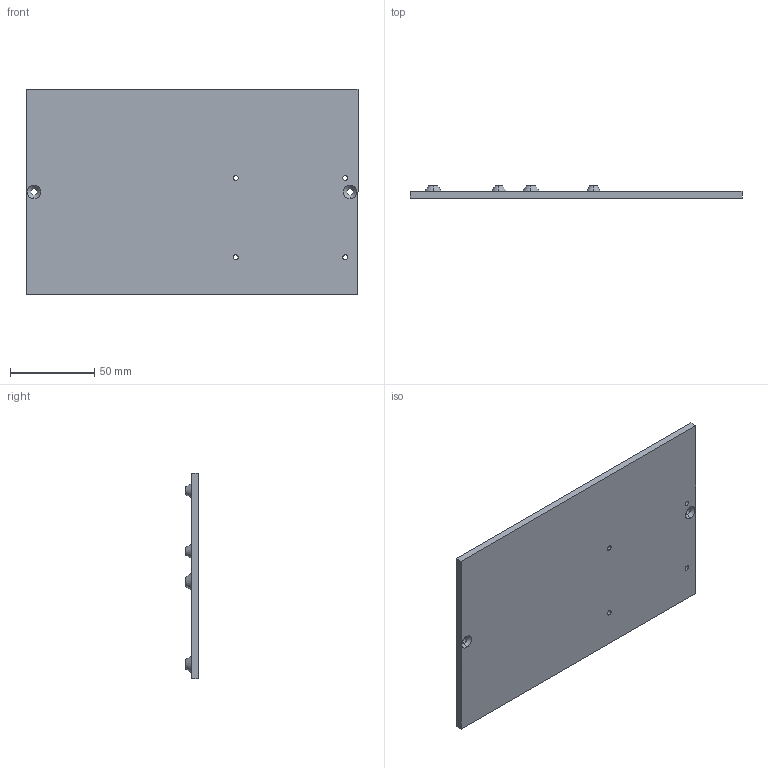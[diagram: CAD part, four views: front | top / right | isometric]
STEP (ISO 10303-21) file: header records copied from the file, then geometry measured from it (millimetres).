
FILE_DESCRIPTION (( 'STEP AP214' ), '1' );
FILE_NAME ('Housing_Center_Backplate.STEP', '2024-07-18T15:23:46', ( '' ), ( '' ), 'SwSTEP 2.0', 'SolidWorks 2024', '' );
FILE_SCHEMA (( 'AUTOMOTIVE_DESIGN' ));
Length unit declared in the file: millimetre
Products named in the file (1): Housing_Center_Backplate
Bounding box: 196.8 x 7.5 x 121.8 mm (x, y, z)
Volume: 96624.2 mm3; surface area: 51308.9 mm2
Topology: 1 solids, 1 shells, 70 faces, 152 edges, 100 vertices
Faces by surface type: cylinder 28, plane 22, cone 20
Entity records: 2773 total; most frequent: DIRECTION 386, CARTESIAN_POINT 323, ORIENTED_EDGE 304, AXIS2_PLACEMENT_3D 163, EDGE_CURVE 152, VERTEX_POINT 100, EDGE_LOOP 98, CIRCLE 92
